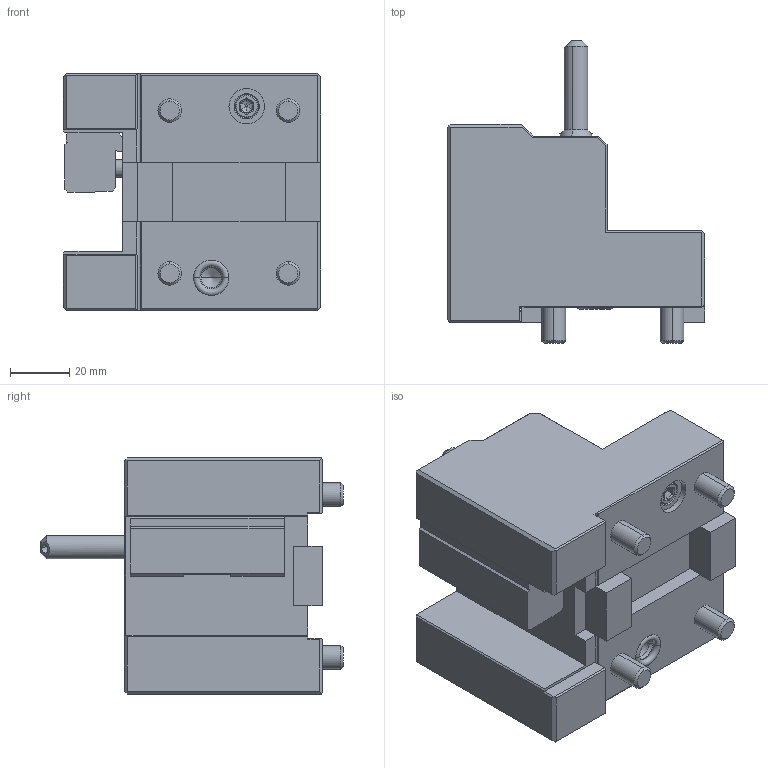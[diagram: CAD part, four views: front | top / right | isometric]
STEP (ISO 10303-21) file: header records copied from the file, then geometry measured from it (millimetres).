
FILE_DESCRIPTION((''),'2;1');
FILE_NAME('NGT_OD_44_20_62_NT','2021-10-18T',('vali'),('NOVA GRUP'),'PRO/ENGINEER BY PARAMETRIC TECHNOLOGY CORPORATION, 2010280','PRO/ENGINEER BY PARAMETRIC TECHNOLOGY CORPORATION, 2010280','');
FILE_SCHEMA(('CONFIG_CONTROL_DESIGN'));
Length unit declared in the file: millimetre
Products named in the file (1): NGT_OD_44_20_62_NT
Bounding box: 87 x 102.34 x 80 mm (x, y, z)
Volume: 301184.2 mm3; surface area: 39883.5 mm2
Topology: 1 solids, 1 shells, 210 faces, 532 edges, 328 vertices
Faces by surface type: plane 134, cylinder 43, cone 23, bspline 6, sphere 2, torus 2
Entity records: 6507 total; most frequent: CARTESIAN_POINT 1484, ORIENTED_EDGE 1048, DIRECTION 987, EDGE_CURVE 524, VECTOR 385, LINE 385, VERTEX_POINT 328, AXIS2_PLACEMENT_3D 301
